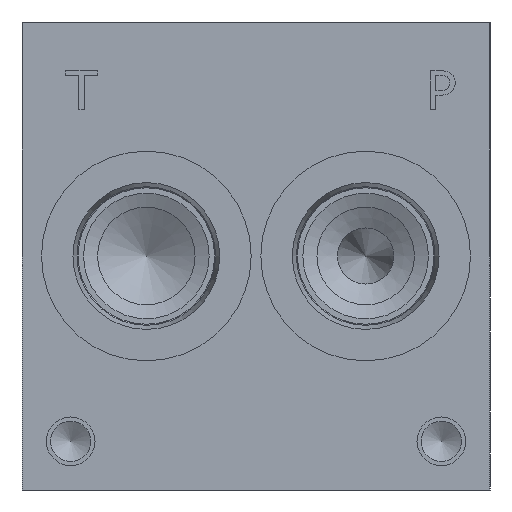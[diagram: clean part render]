
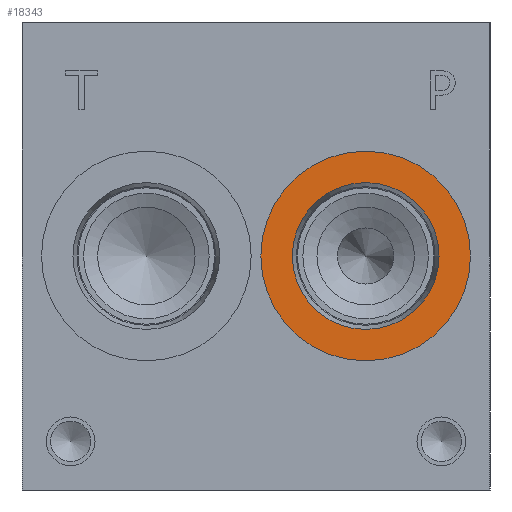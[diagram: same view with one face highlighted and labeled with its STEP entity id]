
A CAD part, left-side view. The second image highlights one B-rep face of the part: STEP entity #18343.
In plain terms, the highlighted planar face has unit normal (-1, 0, 0).
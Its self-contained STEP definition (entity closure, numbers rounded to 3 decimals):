
#610=CIRCLE('',#19415,17.069);
#611=CIRCLE('',#19416,17.069);
#612=CIRCLE('',#19417,11.951);
#983=FACE_BOUND('',#3408,.T.);
#1484=PLANE('',#19414);
#2329=FACE_OUTER_BOUND('',#3407,.T.);
#3407=EDGE_LOOP('',(#15888,#15889));
#3408=EDGE_LOOP('',(#15890));
#8645=VERTEX_POINT('',#31502);
#8646=VERTEX_POINT('',#31503);
#8647=VERTEX_POINT('',#31506);
#11147=EDGE_CURVE('',#8645,#8646,#610,.T.);
#11148=EDGE_CURVE('',#8646,#8645,#611,.T.);
#11149=EDGE_CURVE('',#8647,#8647,#612,.T.);
#15888=ORIENTED_EDGE('',*,*,#11147,.T.);
#15889=ORIENTED_EDGE('',*,*,#11148,.T.);
#15890=ORIENTED_EDGE('',*,*,#11149,.F.);
#18343=ADVANCED_FACE('',(#2329,#983),#1484,.T.);
#19414=AXIS2_PLACEMENT_3D('',#31501,#23052,#23053);
#19415=AXIS2_PLACEMENT_3D('',#31504,#23054,#23055);
#19416=AXIS2_PLACEMENT_3D('',#31505,#23056,#23057);
#19417=AXIS2_PLACEMENT_3D('',#31507,#23058,#23059);
#23052=DIRECTION('center_axis',(-1.,0.,0.));
#23053=DIRECTION('ref_axis',(0.,1.,0.));
#23054=DIRECTION('center_axis',(-1.,0.,0.));
#23055=DIRECTION('ref_axis',(0.,1.,0.));
#23056=DIRECTION('center_axis',(-1.,0.,0.));
#23057=DIRECTION('ref_axis',(0.,1.,0.));
#23058=DIRECTION('center_axis',(-1.,0.,0.));
#23059=DIRECTION('ref_axis',(0.,1.,0.));
#31501=CARTESIAN_POINT('Origin',(0.787,20.244,38.1));
#31502=CARTESIAN_POINT('',(0.787,37.313,38.1));
#31503=CARTESIAN_POINT('',(0.787,3.175,38.1));
#31504=CARTESIAN_POINT('Origin',(0.787,20.244,38.1));
#31505=CARTESIAN_POINT('Origin',(0.787,20.244,38.1));
#31506=CARTESIAN_POINT('',(0.787,8.293,38.1));
#31507=CARTESIAN_POINT('Origin',(0.787,20.244,38.1));
